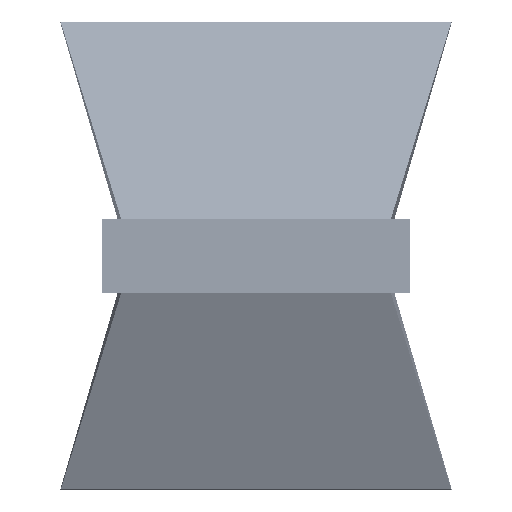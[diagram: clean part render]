
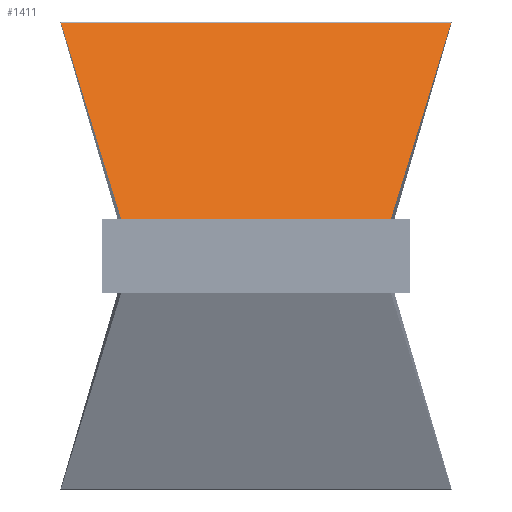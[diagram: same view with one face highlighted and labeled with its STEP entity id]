
A CAD part, front view. The second image highlights one B-rep face of the part: STEP entity #1411.
In plain terms, the highlighted face is planar.
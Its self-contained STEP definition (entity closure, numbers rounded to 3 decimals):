
#306=CARTESIAN_POINT('Vertex',(-41.468,79.082,95.37)) ;
#310=CARTESIAN_POINT('Control Point',(-0.435,50.133,1.)) ;
#311=CARTESIAN_POINT('Control Point',(-41.468,79.082,95.37)) ;
#312=CARTESIAN_POINT('Vertex',(-0.435,50.133,1.)) ;
#354=CARTESIAN_POINT('Vertex',(-41.468,-79.082,95.37)) ;
#357=CARTESIAN_POINT('Line Origine',(-41.468,0.,95.37)) ;
#383=CARTESIAN_POINT('Vertex',(-0.435,-50.133,1.)) ;
#387=CARTESIAN_POINT('Control Point',(-0.435,-50.133,1.)) ;
#388=CARTESIAN_POINT('Control Point',(-41.468,-79.082,95.37)) ;
#429=CARTESIAN_POINT('Line Origine',(-0.435,0.,1.)) ;
#1400=CARTESIAN_POINT('Axis2P3D Location',(0.,0.,0.)) ;
#359=VECTOR('Line Direction',#358,1.) ;
#431=VECTOR('Line Direction',#430,1.) ;
#358=DIRECTION('Vector Direction',(0.,1.,0.)) ;
#430=DIRECTION('Vector Direction',(0.,-1.,0.)) ;
#1401=DIRECTION('Axis2P3D Direction',(-0.917,0.,-0.399)) ;
#1402=DIRECTION('Axis2P3D XDirection',(-0.399,0.,0.917)) ;
#1403=AXIS2_PLACEMENT_3D('Plane Axis2P3D',#1400,#1401,#1402) ;
#360=LINE('Line',#357,#359) ;
#432=LINE('Line',#429,#431) ;
#1404=PLANE('',#1403) ;
#314=EDGE_CURVE('',#313,#307,#309,.T.) ;
#361=EDGE_CURVE('',#355,#307,#360,.T.) ;
#389=EDGE_CURVE('',#355,#384,#386,.F.) ;
#433=EDGE_CURVE('',#313,#384,#432,.T.) ;
#1405=EDGE_LOOP('',(#1406,#1407,#1408,#1409)) ;
#1406=ORIENTED_EDGE('',*,*,#314,.T.) ;
#1407=ORIENTED_EDGE('',*,*,#361,.F.) ;
#1408=ORIENTED_EDGE('',*,*,#389,.T.) ;
#1409=ORIENTED_EDGE('',*,*,#433,.F.) ;
#307=VERTEX_POINT('',#306) ;
#313=VERTEX_POINT('',#312) ;
#355=VERTEX_POINT('',#354) ;
#384=VERTEX_POINT('',#383) ;
#1411=ADVANCED_FACE('\X2\96F64EF651E04F554F53\X0\',(#1410),#1404,.F.) ;
#309=B_SPLINE_CURVE_WITH_KNOTS('',1,(#310,#311),.UNSPECIFIED.,.F.,.U.,(2,2),(-52.883,54.016),.UNSPECIFIED.) ;
#386=B_SPLINE_CURVE_WITH_KNOTS('',1,(#387,#388),.UNSPECIFIED.,.F.,.U.,(2,2),(-52.883,54.016),.UNSPECIFIED.) ;
#1410=FACE_OUTER_BOUND('',#1405,.T.) ;
